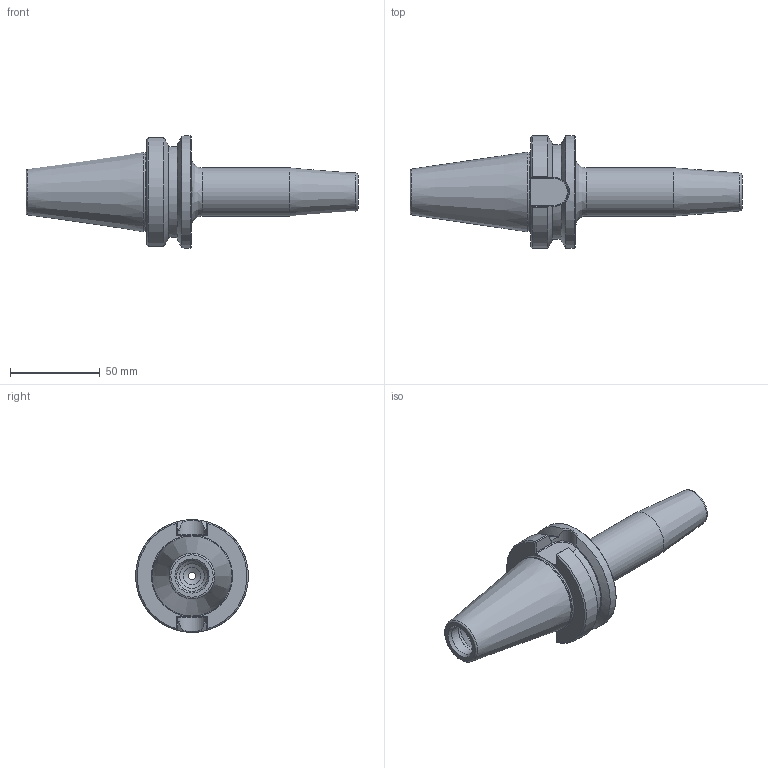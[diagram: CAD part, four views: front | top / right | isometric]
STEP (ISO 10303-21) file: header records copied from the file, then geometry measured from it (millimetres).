
FILE_DESCRIPTION((''),'2;1');
FILE_NAME('INT''BT40-M06SF120-9.iam.step','2010-04-22T14:25:54',(''),(''),'Autodesk Inventor 2009','Autodesk Inventor 2009','');
FILE_SCHEMA(('AUTOMOTIVE_DESIGN { 1 0 10303 214 1 1 1 1 }'));
Length unit declared in the file: inch
Products named in the file (2): BT40-M06SF120-9
Assembly tree (1 placements, depth 2):
  BT40-M06SF120-9
    BT40-M06SF120-9
Bounding box: 185.41 x 62.99 x 62.99 mm (x, y, z)
Volume: 165612.3 mm3; surface area: 31512.9 mm2
Topology: 1 solids, 1 shells, 75 faces, 189 edges, 119 vertices
Faces by surface type: plane 25, cylinder 21, cone 14, bspline 13, torus 2
Full cylindrical faces by diameter (mm): 5.987 x1, 7.003 x1, 17.623 x1, 27 x1, 43.942 x1, 44.45 x1, 62.992 x1
Entity records: 2581 total; most frequent: CARTESIAN_POINT 885, DIRECTION 314, ORIENTED_EDGE 308, EDGE_CURVE 154, AXIS2_PLACEMENT_3D 129, VERTEX_POINT 110, EDGE_LOOP 106, FACE_OUTER_BOUND 75
